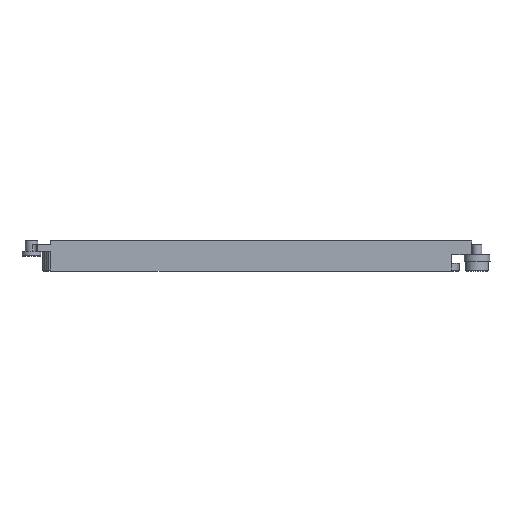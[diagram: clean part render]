
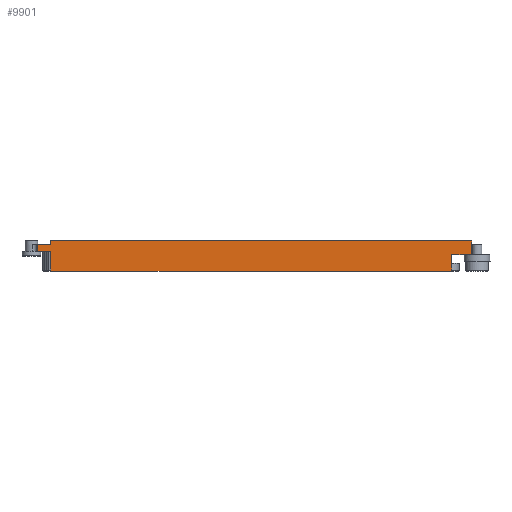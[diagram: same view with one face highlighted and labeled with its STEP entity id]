
A CAD part, front view. The second image highlights one B-rep face of the part: STEP entity #9901.
In plain terms, the highlighted planar face has unit normal (0, -1, 0).
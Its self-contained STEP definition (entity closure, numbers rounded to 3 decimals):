
#460=PLANE('',#10837);
#921=FACE_OUTER_BOUND('',#1479,.T.);
#1479=EDGE_LOOP('',(#8178,#8179,#8180,#8181,#8182,#8183,#8184,#8185,#8186,
#8187));
#1725=LINE('',#14545,#2579);
#1730=LINE('',#14555,#2584);
#1732=LINE('',#14558,#2586);
#1734=LINE('',#14563,#2588);
#2027=LINE('',#15997,#2881);
#2028=LINE('',#16003,#2882);
#2034=LINE('',#16032,#2888);
#2263=LINE('',#16648,#3117);
#2264=LINE('',#16649,#3118);
#2265=LINE('',#16650,#3119);
#2579=VECTOR('',#11357,10.);
#2584=VECTOR('',#11364,10.);
#2586=VECTOR('',#11368,10.);
#2588=VECTOR('',#11374,10.);
#2881=VECTOR('',#12611,10.);
#2882=VECTOR('',#12618,10.);
#2888=VECTOR('',#12656,10.);
#3117=VECTOR('',#13255,10.);
#3118=VECTOR('',#13256,10.);
#3119=VECTOR('',#13257,10.);
#3888=VERTEX_POINT('',#14542);
#3889=VERTEX_POINT('',#14544);
#3892=VERTEX_POINT('',#14552);
#3893=VERTEX_POINT('',#14554);
#3894=VERTEX_POINT('',#14561);
#4321=VERTEX_POINT('',#15991);
#4323=VERTEX_POINT('',#15995);
#4325=VERTEX_POINT('',#16002);
#4332=VERTEX_POINT('',#16031);
#4534=VERTEX_POINT('',#16647);
#4894=EDGE_CURVE('',#3888,#3889,#1725,.T.);
#4899=EDGE_CURVE('',#3892,#3893,#1730,.T.);
#4901=EDGE_CURVE('',#3893,#3888,#1732,.T.);
#4904=EDGE_CURVE('',#3894,#3892,#1734,.T.);
#5514=EDGE_CURVE('',#4321,#4323,#2027,.T.);
#5517=EDGE_CURVE('',#4325,#4321,#2028,.T.);
#5530=EDGE_CURVE('',#4332,#4325,#2034,.T.);
#5836=EDGE_CURVE('',#4332,#4534,#2263,.T.);
#5837=EDGE_CURVE('',#3889,#4323,#2264,.T.);
#5838=EDGE_CURVE('',#4534,#3894,#2265,.T.);
#8178=ORIENTED_EDGE('',*,*,#5836,.F.);
#8179=ORIENTED_EDGE('',*,*,#5530,.T.);
#8180=ORIENTED_EDGE('',*,*,#5517,.T.);
#8181=ORIENTED_EDGE('',*,*,#5514,.T.);
#8182=ORIENTED_EDGE('',*,*,#5837,.F.);
#8183=ORIENTED_EDGE('',*,*,#4894,.F.);
#8184=ORIENTED_EDGE('',*,*,#4901,.F.);
#8185=ORIENTED_EDGE('',*,*,#4899,.F.);
#8186=ORIENTED_EDGE('',*,*,#4904,.F.);
#8187=ORIENTED_EDGE('',*,*,#5838,.F.);
#9901=ADVANCED_FACE('',(#921),#460,.T.);
#10837=AXIS2_PLACEMENT_3D('',#16646,#13253,#13254);
#11357=DIRECTION('',(0.,0.,1.));
#11364=DIRECTION('',(0.,0.,1.));
#11368=DIRECTION('',(1.,0.,0.));
#11374=DIRECTION('',(-1.,0.,0.));
#12611=DIRECTION('',(0.,0.,1.));
#12618=DIRECTION('',(1.,0.,0.));
#12656=DIRECTION('',(0.,0.,1.));
#13253=DIRECTION('center_axis',(0.,-1.,0.));
#13254=DIRECTION('ref_axis',(1.,0.,0.));
#13255=DIRECTION('',(-1.,0.,0.));
#13256=DIRECTION('',(1.,0.,0.));
#13257=DIRECTION('',(0.,0.,1.));
#14542=CARTESIAN_POINT('',(5.043,-62.384,8.1));
#14544=CARTESIAN_POINT('',(5.043,-62.384,9.2));
#14545=CARTESIAN_POINT('',(5.043,-62.384,0.));
#14552=CARTESIAN_POINT('',(1.,-62.384,6.1));
#14554=CARTESIAN_POINT('',(1.,-62.384,8.1));
#14555=CARTESIAN_POINT('',(1.,-62.384,6.1));
#14558=CARTESIAN_POINT('',(5.043,-62.384,8.1));
#14561=CARTESIAN_POINT('',(5.043,-62.384,6.1));
#14563=CARTESIAN_POINT('',(5.043,-62.384,6.1));
#15991=CARTESIAN_POINT('',(133.612,-62.384,5.));
#15995=CARTESIAN_POINT('',(133.612,-62.384,9.2));
#15997=CARTESIAN_POINT('',(133.612,-62.384,5.));
#16002=CARTESIAN_POINT('',(127.549,-62.384,5.));
#16003=CARTESIAN_POINT('',(127.549,-62.384,5.));
#16031=CARTESIAN_POINT('',(127.549,-62.384,0.));
#16032=CARTESIAN_POINT('',(127.549,-62.384,0.));
#16646=CARTESIAN_POINT('Origin',(5.043,-62.384,0.));
#16647=CARTESIAN_POINT('',(5.043,-62.384,0.));
#16648=CARTESIAN_POINT('',(127.549,-62.384,0.));
#16649=CARTESIAN_POINT('',(127.549,-62.384,9.2));
#16650=CARTESIAN_POINT('',(5.043,-62.384,0.));
